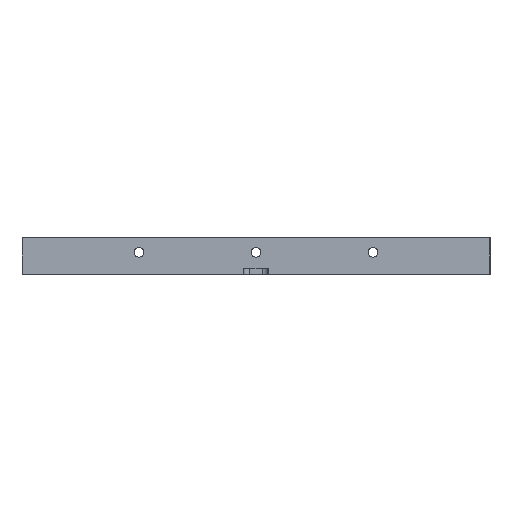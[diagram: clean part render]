
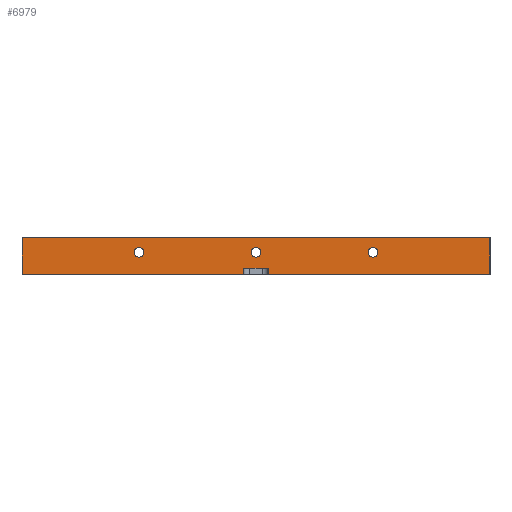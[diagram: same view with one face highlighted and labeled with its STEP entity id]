
A CAD part, left-side view. The second image highlights one B-rep face of the part: STEP entity #6979.
In plain terms, the highlighted planar face has unit normal (-1, 0, 0).
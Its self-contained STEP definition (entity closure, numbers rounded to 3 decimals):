
#116 = CIRCLE ( 'NONE', #2384, 4. ) ;
#172 = DIRECTION ( 'NONE',  ( 1., 0., 0. ) ) ;
#276 = DIRECTION ( 'NONE',  ( 1., 0., 0. ) ) ;
#278 = LINE ( 'NONE', #3637, #9807 ) ;
#1039 = FACE_BOUND ( 'NONE', #9157, .T. ) ;
#1177 = CARTESIAN_POINT ( 'NONE',  ( 0., 192., 18. ) ) ;
#1304 = CARTESIAN_POINT ( 'NONE',  ( 0., 0., 30. ) ) ;
#1353 = CARTESIAN_POINT ( 'NONE',  ( 0., 0., 30. ) ) ;
#1361 = ORIENTED_EDGE ( 'NONE', *, *, #8036, .F. ) ;
#1527 = ORIENTED_EDGE ( 'NONE', *, *, #6689, .T. ) ;
#1530 = CARTESIAN_POINT ( 'NONE',  ( 0., 192., 14. ) ) ;
#1788 = CARTESIAN_POINT ( 'NONE',  ( 0., 0., 30. ) ) ;
#1824 = LINE ( 'NONE', #8360, #3139 ) ;
#2140 = CARTESIAN_POINT ( 'NONE',  ( 0., 96., 18. ) ) ;
#2178 = VERTEX_POINT ( 'NONE', #5952 ) ;
#2216 = VECTOR ( 'NONE', #6024, 1000. ) ;
#2286 = CARTESIAN_POINT ( 'NONE',  ( 0., 288., 14. ) ) ;
#2338 = FACE_BOUND ( 'NONE', #5546, .T. ) ;
#2384 = AXIS2_PLACEMENT_3D ( 'NONE', #2923, #3870, #11226 ) ;
#2387 = DIRECTION ( 'NONE',  ( 1., 0., 0. ) ) ;
#2501 = CIRCLE ( 'NONE', #2915, 4. ) ;
#2803 = ORIENTED_EDGE ( 'NONE', *, *, #8481, .T. ) ;
#2915 = AXIS2_PLACEMENT_3D ( 'NONE', #5250, #2387, #9760 ) ;
#2923 = CARTESIAN_POINT ( 'NONE',  ( 0., 192., 18. ) ) ;
#3139 = VECTOR ( 'NONE', #9301, 1000. ) ;
#3213 = VECTOR ( 'NONE', #7210, 1000. ) ;
#3220 = VERTEX_POINT ( 'NONE', #8976 ) ;
#3221 = ORIENTED_EDGE ( 'NONE', *, *, #4593, .T. ) ;
#3233 = VERTEX_POINT ( 'NONE', #1530 ) ;
#3288 = AXIS2_PLACEMENT_3D ( 'NONE', #1353, #8724, #4224 ) ;
#3305 = EDGE_CURVE ( 'NONE', #6119, #8184, #278, .T. ) ;
#3339 = VECTOR ( 'NONE', #11615, 1000. ) ;
#3411 = CARTESIAN_POINT ( 'NONE',  ( 0., 0., 0. ) ) ;
#3549 = DIRECTION ( 'NONE',  ( 0., -1., 0. ) ) ;
#3567 = CARTESIAN_POINT ( 'NONE',  ( 0., 202., 5. ) ) ;
#3569 = ORIENTED_EDGE ( 'NONE', *, *, #3305, .F. ) ;
#3637 = CARTESIAN_POINT ( 'NONE',  ( 0., 0., 30. ) ) ;
#3706 = EDGE_CURVE ( 'NONE', #3233, #9501, #116, .T. ) ;
#3760 = VECTOR ( 'NONE', #3549, 1000. ) ;
#3815 = VERTEX_POINT ( 'NONE', #11385 ) ;
#3833 = ORIENTED_EDGE ( 'NONE', *, *, #6312, .T. ) ;
#3870 = DIRECTION ( 'NONE',  ( 1., 0., 0. ) ) ;
#3974 = DIRECTION ( 'NONE',  ( 0., 0., -1. ) ) ;
#4224 = DIRECTION ( 'NONE',  ( 0., 0., -1. ) ) ;
#4379 = AXIS2_PLACEMENT_3D ( 'NONE', #1177, #276, #5760 ) ;
#4469 = VERTEX_POINT ( 'NONE', #7163 ) ;
#4593 = EDGE_CURVE ( 'NONE', #10475, #9128, #1824, .T. ) ;
#4601 = CARTESIAN_POINT ( 'NONE',  ( 0., 288., 18. ) ) ;
#4701 = CARTESIAN_POINT ( 'NONE',  ( 0., 192., 22. ) ) ;
#4773 = CIRCLE ( 'NONE', #9226, 4. ) ;
#4939 = DIRECTION ( 'NONE',  ( 0., -1., 0. ) ) ;
#5100 = VERTEX_POINT ( 'NONE', #10591 ) ;
#5119 = EDGE_LOOP ( 'NONE', ( #6871, #11031 ) ) ;
#5127 = ORIENTED_EDGE ( 'NONE', *, *, #10421, .F. ) ;
#5175 = EDGE_LOOP ( 'NONE', ( #5127, #8158, #1527, #3569, #1361, #3221, #11290, #7427 ) ) ;
#5191 = ORIENTED_EDGE ( 'NONE', *, *, #11414, .T. ) ;
#5224 = CARTESIAN_POINT ( 'NONE',  ( 0., 182., 5. ) ) ;
#5250 = CARTESIAN_POINT ( 'NONE',  ( 0., 96., 18. ) ) ;
#5347 = ORIENTED_EDGE ( 'NONE', *, *, #9657, .T. ) ;
#5546 = EDGE_LOOP ( 'NONE', ( #3833, #2803 ) ) ;
#5760 = DIRECTION ( 'NONE',  ( 0., 0., -1. ) ) ;
#5952 = CARTESIAN_POINT ( 'NONE',  ( 0., 96., 14. ) ) ;
#6024 = DIRECTION ( 'NONE',  ( 0., 0., -1. ) ) ;
#6119 = VERTEX_POINT ( 'NONE', #1788 ) ;
#6312 = EDGE_CURVE ( 'NONE', #2178, #3220, #2501, .T. ) ;
#6319 = DIRECTION ( 'NONE',  ( 1., 0., 0. ) ) ;
#6401 = DIRECTION ( 'NONE',  ( 0., 0., -1. ) ) ;
#6403 = DIRECTION ( 'NONE',  ( 0., -1., 0. ) ) ;
#6689 = EDGE_CURVE ( 'NONE', #5100, #8184, #7991, .T. ) ;
#6765 = DIRECTION ( 'NONE',  ( 0., 0., -1. ) ) ;
#6778 = CARTESIAN_POINT ( 'NONE',  ( 0., 288., 18. ) ) ;
#6827 = VECTOR ( 'NONE', #4939, 1000. ) ;
#6871 = ORIENTED_EDGE ( 'NONE', *, *, #3706, .T. ) ;
#6967 = VERTEX_POINT ( 'NONE', #2286 ) ;
#6979 = ADVANCED_FACE ( 'NONE', ( #2338, #1039, #9160, #8855 ), #9776, .F. ) ;
#7081 = CIRCLE ( 'NONE', #11112, 4. ) ;
#7104 = CARTESIAN_POINT ( 'NONE',  ( 0., 0., 0. ) ) ;
#7111 = EDGE_CURVE ( 'NONE', #3815, #5100, #8567, .T. ) ;
#7163 = CARTESIAN_POINT ( 'NONE',  ( 0., 202., 0. ) ) ;
#7210 = DIRECTION ( 'NONE',  ( 0., 0., -1. ) ) ;
#7395 = LINE ( 'NONE', #3567, #3213 ) ;
#7427 = ORIENTED_EDGE ( 'NONE', *, *, #8379, .F. ) ;
#7934 = EDGE_CURVE ( 'NONE', #9501, #3233, #9315, .T. ) ;
#7991 = LINE ( 'NONE', #9184, #9176 ) ;
#8036 = EDGE_CURVE ( 'NONE', #10475, #6119, #10318, .T. ) ;
#8158 = ORIENTED_EDGE ( 'NONE', *, *, #7111, .T. ) ;
#8184 = VERTEX_POINT ( 'NONE', #3411 ) ;
#8360 = CARTESIAN_POINT ( 'NONE',  ( 0., 384., 30. ) ) ;
#8379 = EDGE_CURVE ( 'NONE', #9481, #4469, #7395, .T. ) ;
#8481 = EDGE_CURVE ( 'NONE', #3220, #2178, #7081, .T. ) ;
#8546 = LINE ( 'NONE', #10695, #3339 ) ;
#8567 = LINE ( 'NONE', #5224, #2216 ) ;
#8724 = DIRECTION ( 'NONE',  ( 1., 0., 0. ) ) ;
#8855 = FACE_OUTER_BOUND ( 'NONE', #5175, .T. ) ;
#8976 = CARTESIAN_POINT ( 'NONE',  ( 0., 96., 22. ) ) ;
#9128 = VERTEX_POINT ( 'NONE', #9185 ) ;
#9157 = EDGE_LOOP ( 'NONE', ( #5347, #5191 ) ) ;
#9160 = FACE_BOUND ( 'NONE', #5119, .T. ) ;
#9176 = VECTOR ( 'NONE', #6403, 1000. ) ;
#9184 = CARTESIAN_POINT ( 'NONE',  ( 0., 0., 0. ) ) ;
#9185 = CARTESIAN_POINT ( 'NONE',  ( 0., 384., 0. ) ) ;
#9214 = CARTESIAN_POINT ( 'NONE',  ( 0., 202., 5. ) ) ;
#9226 = AXIS2_PLACEMENT_3D ( 'NONE', #4601, #6319, #6401 ) ;
#9301 = DIRECTION ( 'NONE',  ( 0., 0., -1. ) ) ;
#9315 = CIRCLE ( 'NONE', #4379, 4. ) ;
#9481 = VERTEX_POINT ( 'NONE', #9214 ) ;
#9482 = DIRECTION ( 'NONE',  ( 1., 0., 0. ) ) ;
#9501 = VERTEX_POINT ( 'NONE', #4701 ) ;
#9657 = EDGE_CURVE ( 'NONE', #6967, #10893, #4773, .T. ) ;
#9760 = DIRECTION ( 'NONE',  ( 0., 0., -1. ) ) ;
#9776 = PLANE ( 'NONE',  #3288 ) ;
#9807 = VECTOR ( 'NONE', #10964, 1000. ) ;
#9911 = CARTESIAN_POINT ( 'NONE',  ( 0., 384., 30. ) ) ;
#10263 = CIRCLE ( 'NONE', #11627, 4. ) ;
#10306 = CARTESIAN_POINT ( 'NONE',  ( 0., 288., 22. ) ) ;
#10318 = LINE ( 'NONE', #1304, #6827 ) ;
#10421 = EDGE_CURVE ( 'NONE', #3815, #9481, #8546, .T. ) ;
#10475 = VERTEX_POINT ( 'NONE', #9911 ) ;
#10591 = CARTESIAN_POINT ( 'NONE',  ( 0., 182., 0. ) ) ;
#10695 = CARTESIAN_POINT ( 'NONE',  ( 0., 202., 5. ) ) ;
#10893 = VERTEX_POINT ( 'NONE', #10306 ) ;
#10964 = DIRECTION ( 'NONE',  ( 0., 0., -1. ) ) ;
#11031 = ORIENTED_EDGE ( 'NONE', *, *, #7934, .T. ) ;
#11112 = AXIS2_PLACEMENT_3D ( 'NONE', #2140, #9482, #6765 ) ;
#11226 = DIRECTION ( 'NONE',  ( 0., 0., -1. ) ) ;
#11290 = ORIENTED_EDGE ( 'NONE', *, *, #11383, .T. ) ;
#11383 = EDGE_CURVE ( 'NONE', #9128, #4469, #11821, .T. ) ;
#11385 = CARTESIAN_POINT ( 'NONE',  ( 0., 182., 5. ) ) ;
#11414 = EDGE_CURVE ( 'NONE', #10893, #6967, #10263, .T. ) ;
#11615 = DIRECTION ( 'NONE',  ( 0., 1., 0. ) ) ;
#11627 = AXIS2_PLACEMENT_3D ( 'NONE', #6778, #172, #3974 ) ;
#11821 = LINE ( 'NONE', #7104, #3760 ) ;
